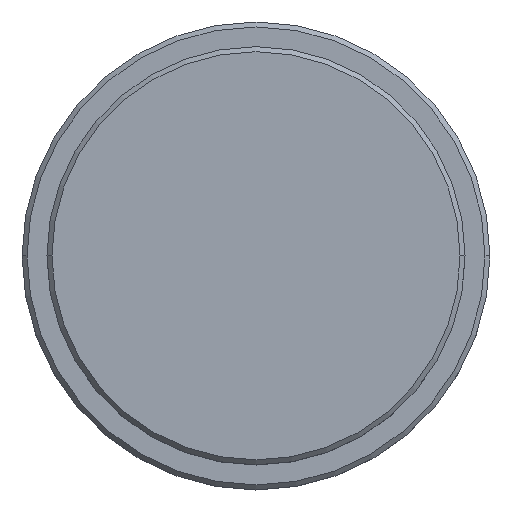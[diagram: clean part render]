
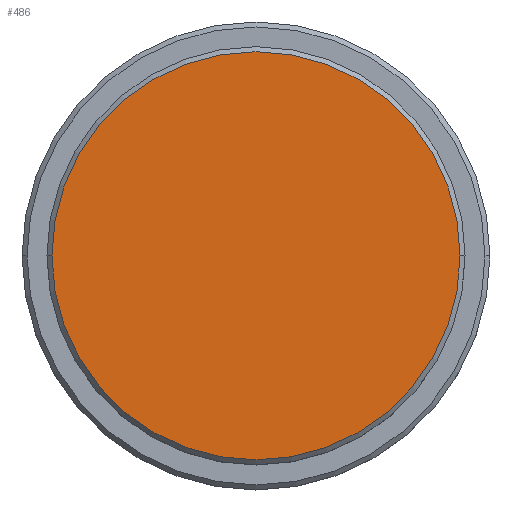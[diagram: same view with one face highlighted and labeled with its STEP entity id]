
A CAD part, top view. The second image highlights one B-rep face of the part: STEP entity #486.
In plain terms, the highlighted planar face has unit normal (0, 0, 1).
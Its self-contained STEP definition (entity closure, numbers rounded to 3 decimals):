
#1 = CARTESIAN_POINT ( 'NONE',  ( 0., 0., 0. ) ) ;
#103 = CIRCLE ( 'NONE', #1096, 20.5 ) ;
#185 = PLANE ( 'NONE',  #384 ) ;
#207 = CARTESIAN_POINT ( 'NONE',  ( 0., 0., 0. ) ) ;
#213 = DIRECTION ( 'NONE',  ( 0., 0., 1. ) ) ;
#219 = DIRECTION ( 'NONE',  ( 1., 0., 0. ) ) ;
#384 = AXIS2_PLACEMENT_3D ( 'NONE', #207, #213, #421 ) ;
#421 = DIRECTION ( 'NONE',  ( 1., 0., 0. ) ) ;
#445 = VERTEX_POINT ( 'NONE', #1377 ) ;
#486 = ADVANCED_FACE ( 'NONE', ( #1170 ), #185, .T. ) ;
#507 = DIRECTION ( 'NONE',  ( 1., 0., 0. ) ) ;
#509 = ORIENTED_EDGE ( 'NONE', *, *, #1368, .T. ) ;
#586 = AXIS2_PLACEMENT_3D ( 'NONE', #1, #1314, #219 ) ;
#598 = ORIENTED_EDGE ( 'NONE', *, *, #1085, .T. ) ;
#611 = CIRCLE ( 'NONE', #586, 20.5 ) ;
#675 = VERTEX_POINT ( 'NONE', #877 ) ;
#741 = CARTESIAN_POINT ( 'NONE',  ( 0., 0., 0. ) ) ;
#877 = CARTESIAN_POINT ( 'NONE',  ( -20.5, 0., 0. ) ) ;
#962 = DIRECTION ( 'NONE',  ( 0., 0., 1. ) ) ;
#1085 = EDGE_CURVE ( 'NONE', #445, #675, #611, .T. ) ;
#1096 = AXIS2_PLACEMENT_3D ( 'NONE', #741, #962, #507 ) ;
#1170 = FACE_OUTER_BOUND ( 'NONE', #1329, .T. ) ;
#1314 = DIRECTION ( 'NONE',  ( 0., 0., 1. ) ) ;
#1329 = EDGE_LOOP ( 'NONE', ( #509, #598 ) ) ;
#1368 = EDGE_CURVE ( 'NONE', #675, #445, #103, .T. ) ;
#1377 = CARTESIAN_POINT ( 'NONE',  ( 20.5, 0., 0. ) ) ;
